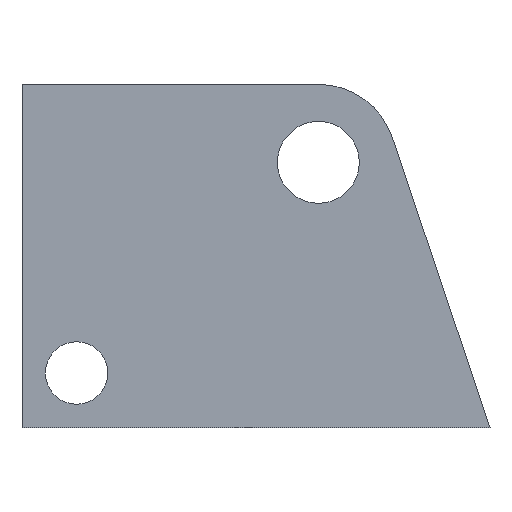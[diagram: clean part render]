
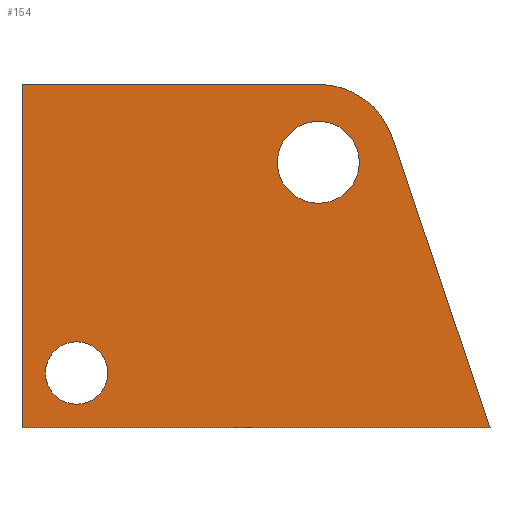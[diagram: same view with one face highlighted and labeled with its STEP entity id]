
A CAD part, front view. The second image highlights one B-rep face of the part: STEP entity #154.
In plain terms, the highlighted planar face has unit normal (0, -1, 0).
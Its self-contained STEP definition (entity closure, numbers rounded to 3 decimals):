
#24 = VERTEX_POINT('',#25);
#25 = CARTESIAN_POINT('',(0.,162.,50.));
#31 = EDGE_CURVE('',#24,#32,#34,.T.);
#32 = VERTEX_POINT('',#33);
#33 = CARTESIAN_POINT('',(0.,162.,6.));
#34 = LINE('',#35,#36);
#35 = CARTESIAN_POINT('',(0.,162.,50.));
#36 = VECTOR('',#37,1.);
#37 = DIRECTION('',(0.,0.,-1.));
#73 = EDGE_CURVE('',#24,#74,#76,.T.);
#74 = VERTEX_POINT('',#75);
#75 = CARTESIAN_POINT('',(38.,162.,50.));
#76 = LINE('',#77,#78);
#77 = CARTESIAN_POINT('',(13.199,162.,50.));
#78 = VECTOR('',#79,1.);
#79 = DIRECTION('',(1.,0.,0.));
#154 = ADVANCED_FACE('',(#155,#182,#193),#204,.F.);
#155 = FACE_BOUND('',#156,.F.);
#156 = EDGE_LOOP('',(#157,#158,#159,#168,#176));
#157 = ORIENTED_EDGE('',*,*,#31,.F.);
#158 = ORIENTED_EDGE('',*,*,#73,.T.);
#159 = ORIENTED_EDGE('',*,*,#160,.F.);
#160 = EDGE_CURVE('',#161,#74,#163,.T.);
#161 = VERTEX_POINT('',#162);
#162 = CARTESIAN_POINT('',(47.477,162.,43.191));
#163 = CIRCLE('',#164,10.);
#164 = AXIS2_PLACEMENT_3D('',#165,#166,#167);
#165 = CARTESIAN_POINT('',(38.,162.,40.));
#166 = DIRECTION('',(0.,-1.,0.));
#167 = DIRECTION('',(1.,0.,0.));
#168 = ORIENTED_EDGE('',*,*,#169,.T.);
#169 = EDGE_CURVE('',#161,#170,#172,.T.);
#170 = VERTEX_POINT('',#171);
#171 = CARTESIAN_POINT('',(60.,162.,6.));
#172 = LINE('',#173,#174);
#173 = CARTESIAN_POINT('',(47.477,162.,43.191));
#174 = VECTOR('',#175,1.);
#175 = DIRECTION('',(0.319,0.,-0.948));
#176 = ORIENTED_EDGE('',*,*,#177,.F.);
#177 = EDGE_CURVE('',#32,#170,#178,.T.);
#178 = LINE('',#179,#180);
#179 = CARTESIAN_POINT('',(0.,162.,6.));
#180 = VECTOR('',#181,1.);
#181 = DIRECTION('',(1.,0.,0.));
#182 = FACE_BOUND('',#183,.F.);
#183 = EDGE_LOOP('',(#184));
#184 = ORIENTED_EDGE('',*,*,#185,.T.);
#185 = EDGE_CURVE('',#186,#186,#188,.T.);
#186 = VERTEX_POINT('',#187);
#187 = CARTESIAN_POINT('',(43.25,162.,40.));
#188 = CIRCLE('',#189,5.25);
#189 = AXIS2_PLACEMENT_3D('',#190,#191,#192);
#190 = CARTESIAN_POINT('',(38.,162.,40.));
#191 = DIRECTION('',(0.,-1.,0.));
#192 = DIRECTION('',(1.,0.,0.));
#193 = FACE_BOUND('',#194,.F.);
#194 = EDGE_LOOP('',(#195));
#195 = ORIENTED_EDGE('',*,*,#196,.T.);
#196 = EDGE_CURVE('',#197,#197,#199,.T.);
#197 = VERTEX_POINT('',#198);
#198 = CARTESIAN_POINT('',(3.,162.,13.));
#199 = CIRCLE('',#200,4.);
#200 = AXIS2_PLACEMENT_3D('',#201,#202,#203);
#201 = CARTESIAN_POINT('',(7.,162.,13.));
#202 = DIRECTION('',(-0.,-1.,0.));
#203 = DIRECTION('',(-1.,0.,0.));
#204 = PLANE('',#205);
#205 = AXIS2_PLACEMENT_3D('',#206,#207,#208);
#206 = CARTESIAN_POINT('',(28.087,162.,27.778));
#207 = DIRECTION('',(0.,1.,0.));
#208 = DIRECTION('',(1.,0.,0.));
